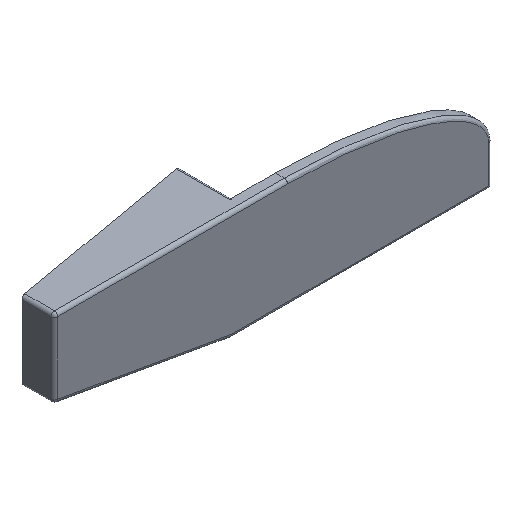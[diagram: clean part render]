
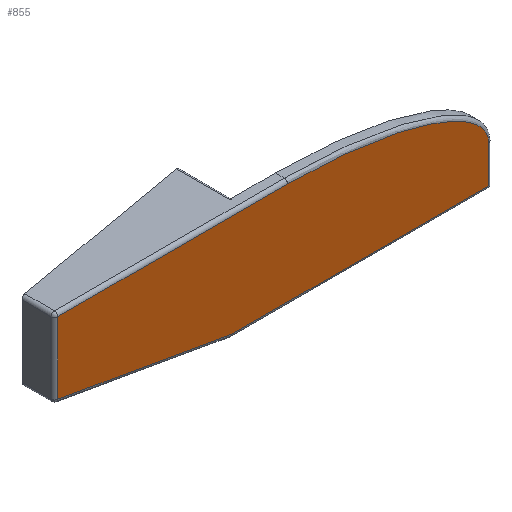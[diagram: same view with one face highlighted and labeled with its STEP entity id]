
A CAD part, isometric view. The second image highlights one B-rep face of the part: STEP entity #855.
In plain terms, the highlighted planar face has unit normal (0, -1, 0).
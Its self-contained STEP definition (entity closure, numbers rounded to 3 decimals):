
#11 = CARTESIAN_POINT ( 'NONE',  ( 27.23, -73.8, 100.179 ) ) ;
#61 = EDGE_CURVE ( 'NONE', #1184, #1000, #1339, .T. ) ;
#68 = FACE_OUTER_BOUND ( 'NONE', #348, .T. ) ;
#127 = CARTESIAN_POINT ( 'NONE',  ( 14.997, -73.8, 85.053 ) ) ;
#129 = CARTESIAN_POINT ( 'NONE',  ( 51.3, -73.8, 91.148 ) ) ;
#163 = CARTESIAN_POINT ( 'NONE',  ( 32.626, -73.8, 99.635 ) ) ;
#183 = CARTESIAN_POINT ( 'NONE',  ( 51.3, -73.8, 85.3 ) ) ;
#196 = CARTESIAN_POINT ( 'NONE',  ( 0., -73.8, 85.3 ) ) ;
#226 = DIRECTION ( 'NONE',  ( 0.985, 0., -0.174 ) ) ;
#240 = EDGE_CURVE ( 'NONE', #1188, #902, #1034, .T. ) ;
#246 = CARTESIAN_POINT ( 'NONE',  ( 51.236, -73.8, 91.484 ) ) ;
#257 = LINE ( 'NONE', #1530, #1626 ) ;
#278 = LINE ( 'NONE', #1158, #1623 ) ;
#282 = EDGE_CURVE ( 'NONE', #1225, #1188, #1644, .T. ) ;
#317 = DIRECTION ( 'NONE',  ( 0., 0., 1. ) ) ;
#348 = EDGE_LOOP ( 'NONE', ( #1566, #1405, #961, #1515, #1109, #1525 ) ) ;
#358 = CARTESIAN_POINT ( 'NONE',  ( 49.759, -73.8, 93.764 ) ) ;
#386 = CARTESIAN_POINT ( 'NONE',  ( 51.3, -73.8, 90.8 ) ) ;
#387 = EDGE_CURVE ( 'NONE', #1000, #965, #278, .T. ) ;
#395 = CARTESIAN_POINT ( 'NONE',  ( 48.698, -73.8, 94.625 ) ) ;
#410 = CARTESIAN_POINT ( 'NONE',  ( 39.31, -73.8, 98.423 ) ) ;
#436 = VECTOR ( 'NONE', #459, 1000. ) ;
#459 = DIRECTION ( 'NONE',  ( 1., 0., 0. ) ) ;
#543 = CARTESIAN_POINT ( 'NONE',  ( 40.627, -73.8, 98.09 ) ) ;
#546 = DIRECTION ( 'NONE',  ( 0., 0., -1. ) ) ;
#550 = CARTESIAN_POINT ( 'NONE',  ( 43.23, -73.8, 97.295 ) ) ;
#743 = EDGE_CURVE ( 'NONE', #965, #1225, #257, .T. ) ;
#765 = CARTESIAN_POINT ( 'NONE',  ( -11.95, -73.8, 100.3 ) ) ;
#768 = CARTESIAN_POINT ( 'NONE',  ( 50.841, -73.8, 92.439 ) ) ;
#797 = CARTESIAN_POINT ( 'NONE',  ( 46.355, -73.8, 96.001 ) ) ;
#820 = CARTESIAN_POINT ( 'NONE',  ( 48.976, -73.8, 94.422 ) ) ;
#850 = CARTESIAN_POINT ( 'NONE',  ( 50.457, -73.8, 93.006 ) ) ;
#855 = ADVANCED_FACE ( 'NONE', ( #68 ), #1071, .T. ) ;
#902 = VERTEX_POINT ( 'NONE', #183 ) ;
#920 = CARTESIAN_POINT ( 'NONE',  ( 36.655, -73.8, 98.995 ) ) ;
#924 = EDGE_CURVE ( 'NONE', #902, #1184, #1080, .T. ) ;
#961 = ORIENTED_EDGE ( 'NONE', *, *, #282, .T. ) ;
#965 = VERTEX_POINT ( 'NONE', #765 ) ;
#1000 = VERTEX_POINT ( 'NONE', #1370 ) ;
#1034 = LINE ( 'NONE', #196, #436 ) ;
#1052 = AXIS2_PLACEMENT_3D ( 'NONE', #1098, #1104, #1454 ) ;
#1059 = CARTESIAN_POINT ( 'NONE',  ( 21.8, -73.8, 100.3 ) ) ;
#1071 = PLANE ( 'NONE',  #1052 ) ;
#1076 = CARTESIAN_POINT ( 'NONE',  ( 44.508, -73.8, 96.836 ) ) ;
#1080 = LINE ( 'NONE', #1229, #1441 ) ;
#1098 = CARTESIAN_POINT ( 'NONE',  ( 0., -73.8, 0. ) ) ;
#1104 = DIRECTION ( 'NONE',  ( 0., -1., 0. ) ) ;
#1109 = ORIENTED_EDGE ( 'NONE', *, *, #924, .T. ) ;
#1158 = CARTESIAN_POINT ( 'NONE',  ( 0., -73.8, 100.3 ) ) ;
#1178 = CARTESIAN_POINT ( 'NONE',  ( 24.52, -73.8, 100.3 ) ) ;
#1184 = VERTEX_POINT ( 'NONE', #386 ) ;
#1185 = CARTESIAN_POINT ( 'NONE',  ( 46.959, -73.8, 95.698 ) ) ;
#1188 = VERTEX_POINT ( 'NONE', #1649 ) ;
#1225 = VERTEX_POINT ( 'NONE', #1347 ) ;
#1229 = CARTESIAN_POINT ( 'NONE',  ( 51.3, -73.8, 0. ) ) ;
#1339 = B_SPLINE_CURVE_WITH_KNOTS ( 'NONE', 3,
 ( #1641, #129, #246, #1533, #768, #850, #1348, #358, #1377, #820, #395, #1559, #1542, #1185, #797, #1076, #550, #543, #410, #920, #1413, #163, #1442, #11, #1178, #1059 ),
 .UNSPECIFIED., .F., .F.,
 ( 4, 2, 2, 2, 2, 2, 2, 2, 2, 2, 2, 2, 4 ),
 ( 0., 0.001, 0.002, 0.003, 0.004, 0.005, 0.006, 0.008, 0.012, 0.016, 0.021, 0.025, 0.033 ),
 .UNSPECIFIED. ) ;
#1347 = CARTESIAN_POINT ( 'NONE',  ( -11.95, -73.8, 89.804 ) ) ;
#1348 = CARTESIAN_POINT ( 'NONE',  ( 50.233, -73.8, 93.272 ) ) ;
#1370 = CARTESIAN_POINT ( 'NONE',  ( 21.8, -73.8, 100.3 ) ) ;
#1377 = CARTESIAN_POINT ( 'NONE',  ( 49.505, -73.8, 93.992 ) ) ;
#1405 = ORIENTED_EDGE ( 'NONE', *, *, #743, .T. ) ;
#1413 = CARTESIAN_POINT ( 'NONE',  ( 35.314, -73.8, 99.234 ) ) ;
#1441 = VECTOR ( 'NONE', #317, 1000. ) ;
#1442 = CARTESIAN_POINT ( 'NONE',  ( 31.279, -73.8, 99.796 ) ) ;
#1454 = DIRECTION ( 'NONE',  ( 1., 0., 0. ) ) ;
#1515 = ORIENTED_EDGE ( 'NONE', *, *, #240, .T. ) ;
#1525 = ORIENTED_EDGE ( 'NONE', *, *, #61, .T. ) ;
#1530 = CARTESIAN_POINT ( 'NONE',  ( -11.95, -73.8, 0. ) ) ;
#1533 = CARTESIAN_POINT ( 'NONE',  ( 51.004, -73.8, 92.137 ) ) ;
#1542 = CARTESIAN_POINT ( 'NONE',  ( 47.841, -73.8, 95.188 ) ) ;
#1559 = CARTESIAN_POINT ( 'NONE',  ( 48.13, -73.8, 95.008 ) ) ;
#1565 = DIRECTION ( 'NONE',  ( -1., 0., 0. ) ) ;
#1566 = ORIENTED_EDGE ( 'NONE', *, *, #387, .T. ) ;
#1580 = VECTOR ( 'NONE', #226, 1000. ) ;
#1623 = VECTOR ( 'NONE', #1565, 1000. ) ;
#1626 = VECTOR ( 'NONE', #546, 1000. ) ;
#1641 = CARTESIAN_POINT ( 'NONE',  ( 51.3, -73.8, 90.8 ) ) ;
#1644 = LINE ( 'NONE', #127, #1580 ) ;
#1649 = CARTESIAN_POINT ( 'NONE',  ( 13.594, -73.8, 85.3 ) ) ;
